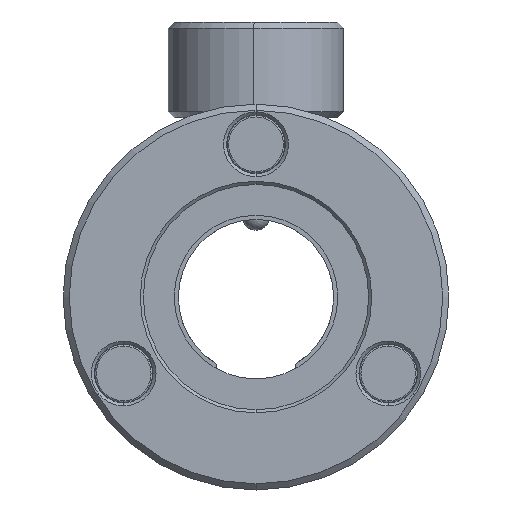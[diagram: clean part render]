
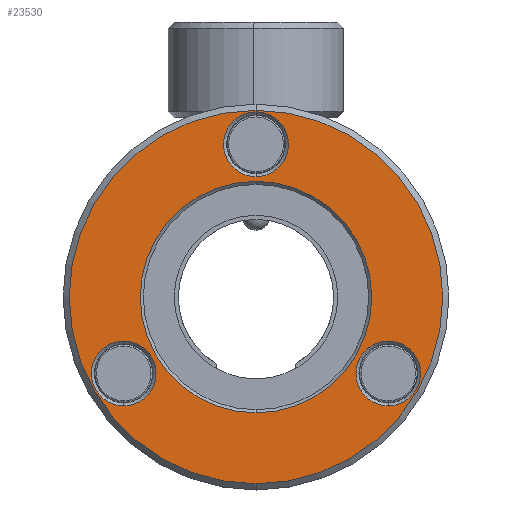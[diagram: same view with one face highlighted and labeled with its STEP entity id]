
A CAD part, front view. The second image highlights one B-rep face of the part: STEP entity #23530.
In plain terms, the highlighted planar face has unit normal (0, -1, 0).
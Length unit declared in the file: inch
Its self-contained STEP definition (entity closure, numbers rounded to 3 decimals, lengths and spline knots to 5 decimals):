
#5231 = EDGE_CURVE ( 'NONE', #5715, #5411, #21951, .T. ) ;
#5411 = VERTEX_POINT ( 'NONE', #22618 ) ;
#5412 = EDGE_CURVE ( 'NONE', #5417, #5645, #22631, .T. ) ;
#5417 = VERTEX_POINT ( 'NONE', #22662 ) ;
#5436 = EDGE_CURVE ( 'NONE', #5442, #5661, #22717, .T. ) ;
#5442 = VERTEX_POINT ( 'NONE', #22749 ) ;
#5461 = VERTEX_POINT ( 'NONE', #22864 ) ;
#5519 = EDGE_CURVE ( 'NONE', #5697, #5531, #23098, .T. ) ;
#5531 = VERTEX_POINT ( 'NONE', #23128 ) ;
#5544 = VERTEX_POINT ( 'NONE', #23221 ) ;
#5545 = EDGE_CURVE ( 'NONE', #5544, #5461, #23183, .T. ) ;
#5645 = VERTEX_POINT ( 'NONE', #23582 ) ;
#5661 = VERTEX_POINT ( 'NONE', #23713 ) ;
#5697 = VERTEX_POINT ( 'NONE', #23939 ) ;
#5715 = VERTEX_POINT ( 'NONE', #24077 ) ;
#17042 = AXIS2_PLACEMENT_3D ( 'NONE', #17097, #17096, #17095 ) ;
#17061 = PLANE ( 'NONE',  #17042 ) ;
#17065 = FACE_BOUND ( 'NONE', #23577, .T. ) ;
#17068 = FACE_BOUND ( 'NONE', #23644, .T. ) ;
#17072 = FACE_BOUND ( 'NONE', #23550, .T. ) ;
#17083 = FACE_BOUND ( 'NONE', #23808, .T. ) ;
#17087 = FACE_OUTER_BOUND ( 'NONE', #23544, .T. ) ;
#17095 = DIRECTION ( 'NONE',  ( 0., 0., -1. ) ) ;
#17096 = DIRECTION ( 'NONE',  ( 0., -1., 0. ) ) ;
#17097 = CARTESIAN_POINT ( 'NONE',  ( 0.10817, -1.5901, -0.2498 ) ) ;
#17137 = DIRECTION ( 'NONE',  ( 0., 0., -1. ) ) ;
#17138 = DIRECTION ( 'NONE',  ( 0., -1., 0. ) ) ;
#17139 = AXIS2_PLACEMENT_3D ( 'NONE', #17147, #17138, #17137 ) ;
#17140 = CIRCLE ( 'NONE', #17139, 0.605 ) ;
#17147 = CARTESIAN_POINT ( 'NONE',  ( -0.26683, -1.5901, -0.2498 ) ) ;
#17167 = CIRCLE ( 'NONE', #17186, 0.105 ) ;
#17180 = DIRECTION ( 'NONE',  ( 0., 0., -1. ) ) ;
#17183 = DIRECTION ( 'NONE',  ( 0., 0., -1. ) ) ;
#17184 = DIRECTION ( 'NONE',  ( 0., 1., 0. ) ) ;
#17185 = CARTESIAN_POINT ( 'NONE',  ( 0.16185, -1.5901, -0.4973 ) ) ;
#17186 = AXIS2_PLACEMENT_3D ( 'NONE', #17188, #17189, #17180 ) ;
#17187 = CIRCLE ( 'NONE', #17193, 0.105 ) ;
#17188 = CARTESIAN_POINT ( 'NONE',  ( -0.26683, -1.5901, 0.2452 ) ) ;
#17189 = DIRECTION ( 'NONE',  ( 0., 1., 0. ) ) ;
#17193 = AXIS2_PLACEMENT_3D ( 'NONE', #17185, #17184, #17183 ) ;
#17321 = DIRECTION ( 'NONE',  ( 0., 0., -1. ) ) ;
#17322 = DIRECTION ( 'NONE',  ( 0., 1., 0. ) ) ;
#17323 = AXIS2_PLACEMENT_3D ( 'NONE', #17332, #17322, #17321 ) ;
#17326 = CIRCLE ( 'NONE', #17328, 0.375 ) ;
#17328 = AXIS2_PLACEMENT_3D ( 'NONE', #17333, #17352, #17351 ) ;
#17332 = CARTESIAN_POINT ( 'NONE',  ( -0.69552, -1.5901, -0.4973 ) ) ;
#17333 = CARTESIAN_POINT ( 'NONE',  ( -0.26683, -1.5901, -0.2498 ) ) ;
#17335 = CIRCLE ( 'NONE', #17323, 0.105 ) ;
#17351 = DIRECTION ( 'NONE',  ( 0., 0., -1. ) ) ;
#17352 = DIRECTION ( 'NONE',  ( 0., -1., 0. ) ) ;
#21944 = DIRECTION ( 'NONE',  ( 0., 0., -1. ) ) ;
#21945 = DIRECTION ( 'NONE',  ( 0., 1., 0. ) ) ;
#21951 = CIRCLE ( 'NONE', #21960, 0.105 ) ;
#21952 = CARTESIAN_POINT ( 'NONE',  ( -0.26683, -1.5901, 0.2452 ) ) ;
#21960 = AXIS2_PLACEMENT_3D ( 'NONE', #21952, #21945, #21944 ) ;
#22618 = CARTESIAN_POINT ( 'NONE',  ( -0.26683, -1.5901, 0.3502 ) ) ;
#22619 = AXIS2_PLACEMENT_3D ( 'NONE', #22665, #22664, #22663 ) ;
#22631 = CIRCLE ( 'NONE', #22619, 0.105 ) ;
#22657 = DIRECTION ( 'NONE',  ( 0., -1., 0. ) ) ;
#22662 = CARTESIAN_POINT ( 'NONE',  ( -0.69552, -1.5901, -0.6023 ) ) ;
#22663 = DIRECTION ( 'NONE',  ( 0., 0., -1. ) ) ;
#22664 = DIRECTION ( 'NONE',  ( 0., 1., 0. ) ) ;
#22665 = CARTESIAN_POINT ( 'NONE',  ( -0.69552, -1.5901, -0.4973 ) ) ;
#22716 = CARTESIAN_POINT ( 'NONE',  ( -0.26683, -1.5901, -0.2498 ) ) ;
#22717 = CIRCLE ( 'NONE', #22771, 0.605 ) ;
#22749 = CARTESIAN_POINT ( 'NONE',  ( -0.26683, -1.5901, -0.8548 ) ) ;
#22761 = DIRECTION ( 'NONE',  ( 0., 0., -1. ) ) ;
#22771 = AXIS2_PLACEMENT_3D ( 'NONE', #22716, #22657, #22761 ) ;
#22864 = CARTESIAN_POINT ( 'NONE',  ( 0.16185, -1.5901, -0.3923 ) ) ;
#23098 = CIRCLE ( 'NONE', #23116, 0.375 ) ;
#23116 = AXIS2_PLACEMENT_3D ( 'NONE', #23133, #23132, #23131 ) ;
#23128 = CARTESIAN_POINT ( 'NONE',  ( -0.26683, -1.5901, -0.6248 ) ) ;
#23131 = DIRECTION ( 'NONE',  ( 0., 0., -1. ) ) ;
#23132 = DIRECTION ( 'NONE',  ( 0., -1., 0. ) ) ;
#23133 = CARTESIAN_POINT ( 'NONE',  ( -0.26683, -1.5901, -0.2498 ) ) ;
#23183 = CIRCLE ( 'NONE', #23189, 0.105 ) ;
#23189 = AXIS2_PLACEMENT_3D ( 'NONE', #23214, #23213, #23212 ) ;
#23212 = DIRECTION ( 'NONE',  ( 0., 0., -1. ) ) ;
#23213 = DIRECTION ( 'NONE',  ( 0., 1., 0. ) ) ;
#23214 = CARTESIAN_POINT ( 'NONE',  ( 0.16185, -1.5901, -0.4973 ) ) ;
#23221 = CARTESIAN_POINT ( 'NONE',  ( 0.16185, -1.5901, -0.6023 ) ) ;
#23530 = ADVANCED_FACE ( 'NONE', ( #17068, #17065, #17083, #17087, #17072 ), #17061, .T. ) ;
#23541 = EDGE_CURVE ( 'NONE', #5661, #5442, #17140, .T. ) ;
#23543 = ORIENTED_EDGE ( 'NONE', *, *, #23659, .F. ) ;
#23544 = EDGE_LOOP ( 'NONE', ( #23546, #23548 ) ) ;
#23546 = ORIENTED_EDGE ( 'NONE', *, *, #23541, .T. ) ;
#23548 = ORIENTED_EDGE ( 'NONE', *, *, #5436, .T. ) ;
#23550 = EDGE_LOOP ( 'NONE', ( #23543, #23662 ) ) ;
#23569 = ORIENTED_EDGE ( 'NONE', *, *, #5545, .T. ) ;
#23574 = EDGE_CURVE ( 'NONE', #5461, #5544, #17187, .T. ) ;
#23576 = EDGE_CURVE ( 'NONE', #5411, #5715, #17167, .T. ) ;
#23577 = EDGE_LOOP ( 'NONE', ( #23578, #23804 ) ) ;
#23578 = ORIENTED_EDGE ( 'NONE', *, *, #5231, .T. ) ;
#23582 = CARTESIAN_POINT ( 'NONE',  ( -0.69552, -1.5901, -0.3923 ) ) ;
#23636 = EDGE_CURVE ( 'NONE', #5645, #5417, #17335, .T. ) ;
#23643 = ORIENTED_EDGE ( 'NONE', *, *, #23574, .T. ) ;
#23644 = EDGE_LOOP ( 'NONE', ( #23569, #23643 ) ) ;
#23659 = EDGE_CURVE ( 'NONE', #5531, #5697, #17326, .T. ) ;
#23662 = ORIENTED_EDGE ( 'NONE', *, *, #5519, .F. ) ;
#23713 = CARTESIAN_POINT ( 'NONE',  ( -0.26683, -1.5901, 0.3552 ) ) ;
#23803 = ORIENTED_EDGE ( 'NONE', *, *, #23636, .T. ) ;
#23804 = ORIENTED_EDGE ( 'NONE', *, *, #23576, .T. ) ;
#23808 = EDGE_LOOP ( 'NONE', ( #23810, #23803 ) ) ;
#23810 = ORIENTED_EDGE ( 'NONE', *, *, #5412, .T. ) ;
#23939 = CARTESIAN_POINT ( 'NONE',  ( -0.26683, -1.5901, 0.1252 ) ) ;
#24077 = CARTESIAN_POINT ( 'NONE',  ( -0.26683, -1.5901, 0.1402 ) ) ;
